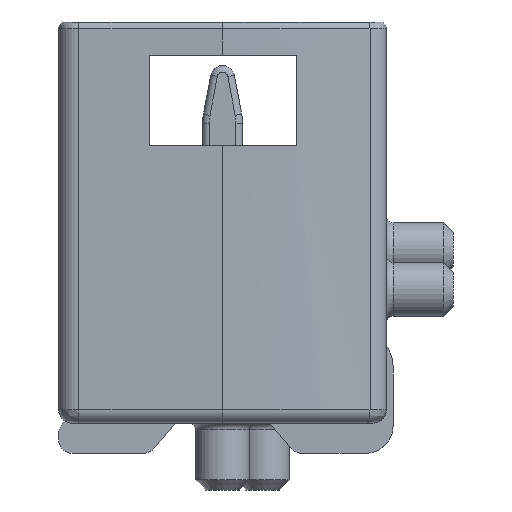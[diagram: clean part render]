
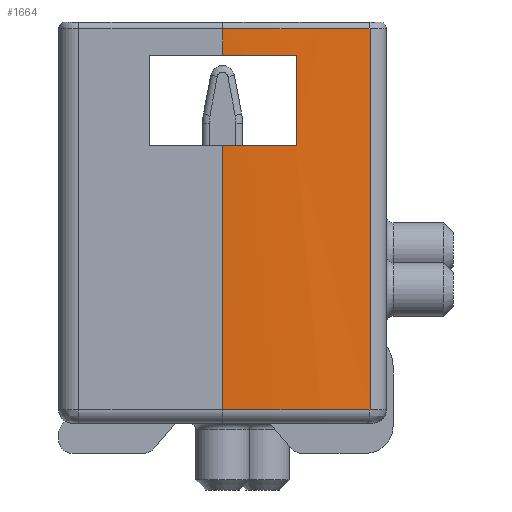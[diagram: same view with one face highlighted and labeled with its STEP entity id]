
A CAD part, left-side view. The second image highlights one B-rep face of the part: STEP entity #1664.
In plain terms, the highlighted cylindrical face has radius 12 mm (diameter 24 mm), a partial arc.
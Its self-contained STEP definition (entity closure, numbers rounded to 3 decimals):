
#1183=CYLINDRICAL_SURFACE('',#7924,12.);
#1321=FACE_OUTER_BOUND('',#2281,.T.);
#1664=ADVANCED_FACE('',(#1321),#1183,.T.);
#2281=EDGE_LOOP('',(#3184,#3185,#3186,#3187,#3188,#3189,#3190,#3191));
#2654=CIRCLE('',#7906,12.);
#2663=CIRCLE('',#7921,12.);
#2664=CIRCLE('',#7922,12.);
#2665=CIRCLE('',#7923,12.);
#3184=ORIENTED_EDGE('',*,*,#5623,.T.);
#3185=ORIENTED_EDGE('',*,*,#5624,.T.);
#3186=ORIENTED_EDGE('',*,*,#5625,.F.);
#3187=ORIENTED_EDGE('',*,*,#5626,.T.);
#3188=ORIENTED_EDGE('',*,*,#5627,.T.);
#3189=ORIENTED_EDGE('',*,*,#5628,.T.);
#3190=ORIENTED_EDGE('',*,*,#5441,.F.);
#3191=ORIENTED_EDGE('',*,*,#5567,.T.);
#4838=VERTEX_POINT('',#10540);
#4839=VERTEX_POINT('',#10542);
#4951=VERTEX_POINT('',#10815);
#4996=VERTEX_POINT('',#10923);
#4997=VERTEX_POINT('',#10925);
#4998=VERTEX_POINT('',#10927);
#4999=VERTEX_POINT('',#10929);
#5000=VERTEX_POINT('',#10931);
#5441=EDGE_CURVE('',#4838,#4839,#6392,.T.);
#5567=EDGE_CURVE('',#4838,#4951,#2654,.T.);
#5623=EDGE_CURVE('',#4951,#4996,#6548,.T.);
#5624=EDGE_CURVE('',#4996,#4997,#2663,.T.);
#5625=EDGE_CURVE('',#4998,#4997,#6549,.T.);
#5626=EDGE_CURVE('',#4998,#4999,#2664,.T.);
#5627=EDGE_CURVE('',#4999,#5000,#6550,.T.);
#5628=EDGE_CURVE('',#5000,#4839,#2665,.T.);
#6392=LINE('',#10541,#7048);
#6548=LINE('',#10922,#7204);
#6549=LINE('',#10926,#7205);
#6550=LINE('',#10930,#7206);
#7048=VECTOR('',#8579,1.);
#7204=VECTOR('',#8831,1.);
#7205=VECTOR('',#8834,1.);
#7206=VECTOR('',#8837,1.);
#7906=AXIS2_PLACEMENT_3D('',#10816,#8754,#8755);
#7921=AXIS2_PLACEMENT_3D('',#10924,#8832,#8833);
#7922=AXIS2_PLACEMENT_3D('',#10928,#8835,#8836);
#7923=AXIS2_PLACEMENT_3D('',#10932,#8838,#8839);
#7924=AXIS2_PLACEMENT_3D('',#10933,#8840,#8841);
#8579=DIRECTION('',(0.,0.,1.));
#8754=DIRECTION('',(0.,0.,-1.));
#8755=DIRECTION('',(1.,0.,0.));
#8831=DIRECTION('',(0.,0.,-1.));
#8832=DIRECTION('',(0.,0.,1.));
#8833=DIRECTION('',(-1.,0.,0.));
#8834=DIRECTION('',(0.,0.,-1.));
#8835=DIRECTION('',(0.,0.,-1.));
#8836=DIRECTION('',(1.,0.,0.));
#8837=DIRECTION('',(0.,0.,-1.));
#8838=DIRECTION('',(0.,0.,1.));
#8839=DIRECTION('',(-1.,0.,0.));
#8840=DIRECTION('',(0.,0.,-1.));
#8841=DIRECTION('',(-1.,0.,0.));
#10540=CARTESIAN_POINT('',(-3.874,-1.1,4.15));
#10541=CARTESIAN_POINT('',(-3.874,-1.1,6.));
#10542=CARTESIAN_POINT('',(-3.874,-1.1,5.5));
#10815=CARTESIAN_POINT('',(-3.925,0.,4.15));
#10816=CARTESIAN_POINT('',(8.075,0.,4.15));
#10922=CARTESIAN_POINT('',(-3.925,0.,6.));
#10923=CARTESIAN_POINT('',(-3.925,0.,0.2));
#10924=CARTESIAN_POINT('',(8.075,0.,0.2));
#10925=CARTESIAN_POINT('',(-3.721,-2.205,0.2));
#10926=CARTESIAN_POINT('',(-3.721,-2.205,6.));
#10927=CARTESIAN_POINT('',(-3.721,-2.205,5.9));
#10928=CARTESIAN_POINT('',(8.075,0.,5.9));
#10929=CARTESIAN_POINT('',(-3.925,0.,5.9));
#10930=CARTESIAN_POINT('',(-3.925,0.,6.));
#10931=CARTESIAN_POINT('',(-3.925,0.,5.5));
#10932=CARTESIAN_POINT('',(8.075,0.,5.5));
#10933=CARTESIAN_POINT('',(8.075,0.,6.));
